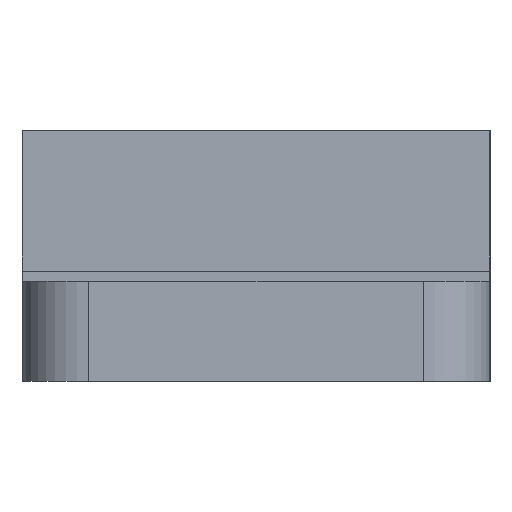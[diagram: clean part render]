
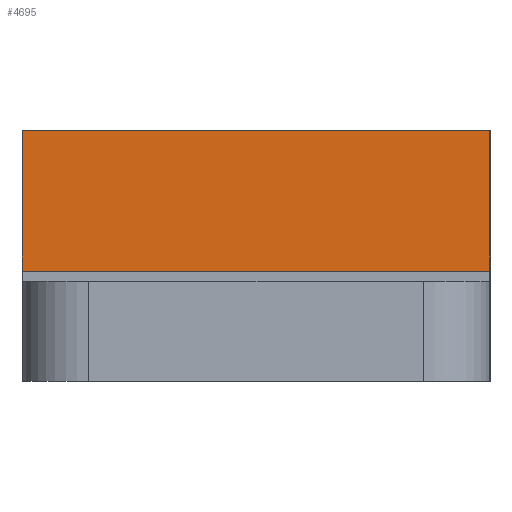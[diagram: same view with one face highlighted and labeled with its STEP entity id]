
A CAD part, left-side view. The second image highlights one B-rep face of the part: STEP entity #4695.
In plain terms, the highlighted planar face has unit normal (-1, 0, 0).
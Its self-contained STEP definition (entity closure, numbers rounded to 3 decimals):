
#170 = PLANE('',#171);
#171 = AXIS2_PLACEMENT_3D('',#172,#173,#174);
#172 = CARTESIAN_POINT('',(30.966,7.,2.665));
#173 = DIRECTION('',(0.,1.,0.));
#174 = DIRECTION('',(0.,0.,1.));
#249 = PLANE('',#250);
#250 = AXIS2_PLACEMENT_3D('',#251,#252,#253);
#251 = CARTESIAN_POINT('',(30.966,-7.,2.665));
#252 = DIRECTION('',(0.,1.,0.));
#253 = DIRECTION('',(0.,0.,1.));
#790 = VERTEX_POINT('',#791);
#791 = CARTESIAN_POINT('',(9.5,7.,3.3));
#805 = PLANE('',#806);
#806 = AXIS2_PLACEMENT_3D('',#807,#808,#809);
#807 = CARTESIAN_POINT('',(7.,7.,3.3));
#808 = DIRECTION('',(0.,0.,1.));
#809 = DIRECTION('',(1.,0.,0.));
#817 = EDGE_CURVE('',#790,#818,#820,.T.);
#818 = VERTEX_POINT('',#819);
#819 = CARTESIAN_POINT('',(9.5,7.,7.5));
#820 = SURFACE_CURVE('',#821,(#825,#832),.PCURVE_S1.);
#821 = LINE('',#822,#823);
#822 = CARTESIAN_POINT('',(9.5,7.,3.3));
#823 = VECTOR('',#824,1.);
#824 = DIRECTION('',(0.,0.,1.));
#825 = PCURVE('',#170,#826);
#826 = DEFINITIONAL_REPRESENTATION('',(#827),#831);
#827 = LINE('',#828,#829);
#828 = CARTESIAN_POINT('',(0.635,-21.466));
#829 = VECTOR('',#830,1.);
#830 = DIRECTION('',(1.,0.));
#831 = ( GEOMETRIC_REPRESENTATION_CONTEXT(2) 
PARAMETRIC_REPRESENTATION_CONTEXT() REPRESENTATION_CONTEXT('2D SPACE',''
  ) );
#832 = PCURVE('',#833,#838);
#833 = PLANE('',#834);
#834 = AXIS2_PLACEMENT_3D('',#835,#836,#837);
#835 = CARTESIAN_POINT('',(9.5,7.,3.3));
#836 = DIRECTION('',(-1.,0.,0.));
#837 = DIRECTION('',(0.,0.,1.));
#838 = DEFINITIONAL_REPRESENTATION('',(#839),#843);
#839 = LINE('',#840,#841);
#840 = CARTESIAN_POINT('',(0.,0.));
#841 = VECTOR('',#842,1.);
#842 = DIRECTION('',(1.,0.));
#843 = ( GEOMETRIC_REPRESENTATION_CONTEXT(2) 
PARAMETRIC_REPRESENTATION_CONTEXT() REPRESENTATION_CONTEXT('2D SPACE',''
  ) );
#861 = PLANE('',#862);
#862 = AXIS2_PLACEMENT_3D('',#863,#864,#865);
#863 = CARTESIAN_POINT('',(9.5,7.,7.5));
#864 = DIRECTION('',(0.,0.,1.));
#865 = DIRECTION('',(1.,0.,0.));
#2632 = VERTEX_POINT('',#2633);
#2633 = CARTESIAN_POINT('',(9.5,-7.,3.3));
#2654 = EDGE_CURVE('',#2632,#2655,#2657,.T.);
#2655 = VERTEX_POINT('',#2656);
#2656 = CARTESIAN_POINT('',(9.5,-7.,7.5));
#2657 = SURFACE_CURVE('',#2658,(#2662,#2669),.PCURVE_S1.);
#2658 = LINE('',#2659,#2660);
#2659 = CARTESIAN_POINT('',(9.5,-7.,3.3));
#2660 = VECTOR('',#2661,1.);
#2661 = DIRECTION('',(0.,0.,1.));
#2662 = PCURVE('',#249,#2663);
#2663 = DEFINITIONAL_REPRESENTATION('',(#2664),#2668);
#2664 = LINE('',#2665,#2666);
#2665 = CARTESIAN_POINT('',(0.635,-21.466));
#2666 = VECTOR('',#2667,1.);
#2667 = DIRECTION('',(1.,0.));
#2668 = ( GEOMETRIC_REPRESENTATION_CONTEXT(2) 
PARAMETRIC_REPRESENTATION_CONTEXT() REPRESENTATION_CONTEXT('2D SPACE',''
  ) );
#2669 = PCURVE('',#833,#2670);
#2670 = DEFINITIONAL_REPRESENTATION('',(#2671),#2675);
#2671 = LINE('',#2672,#2673);
#2672 = CARTESIAN_POINT('',(0.,-14.));
#2673 = VECTOR('',#2674,1.);
#2674 = DIRECTION('',(1.,0.));
#2675 = ( GEOMETRIC_REPRESENTATION_CONTEXT(2) 
PARAMETRIC_REPRESENTATION_CONTEXT() REPRESENTATION_CONTEXT('2D SPACE',''
  ) );
#4625 = EDGE_CURVE('',#790,#2632,#4626,.T.);
#4626 = SURFACE_CURVE('',#4627,(#4631,#4638),.PCURVE_S1.);
#4627 = LINE('',#4628,#4629);
#4628 = CARTESIAN_POINT('',(9.5,7.,3.3));
#4629 = VECTOR('',#4630,1.);
#4630 = DIRECTION('',(0.,-1.,0.));
#4631 = PCURVE('',#805,#4632);
#4632 = DEFINITIONAL_REPRESENTATION('',(#4633),#4637);
#4633 = LINE('',#4634,#4635);
#4634 = CARTESIAN_POINT('',(2.5,0.));
#4635 = VECTOR('',#4636,1.);
#4636 = DIRECTION('',(0.,-1.));
#4637 = ( GEOMETRIC_REPRESENTATION_CONTEXT(2) 
PARAMETRIC_REPRESENTATION_CONTEXT() REPRESENTATION_CONTEXT('2D SPACE',''
  ) );
#4638 = PCURVE('',#833,#4639);
#4639 = DEFINITIONAL_REPRESENTATION('',(#4640),#4644);
#4640 = LINE('',#4641,#4642);
#4641 = CARTESIAN_POINT('',(0.,0.));
#4642 = VECTOR('',#4643,1.);
#4643 = DIRECTION('',(0.,-1.));
#4644 = ( GEOMETRIC_REPRESENTATION_CONTEXT(2) 
PARAMETRIC_REPRESENTATION_CONTEXT() REPRESENTATION_CONTEXT('2D SPACE',''
  ) );
#4695 = ADVANCED_FACE('',(#4696),#833,.T.);
#4696 = FACE_BOUND('',#4697,.T.);
#4697 = EDGE_LOOP('',(#4698,#4699,#4700,#4721));
#4698 = ORIENTED_EDGE('',*,*,#4625,.T.);
#4699 = ORIENTED_EDGE('',*,*,#2654,.T.);
#4700 = ORIENTED_EDGE('',*,*,#4701,.F.);
#4701 = EDGE_CURVE('',#818,#2655,#4702,.T.);
#4702 = SURFACE_CURVE('',#4703,(#4707,#4714),.PCURVE_S1.);
#4703 = LINE('',#4704,#4705);
#4704 = CARTESIAN_POINT('',(9.5,7.,7.5));
#4705 = VECTOR('',#4706,1.);
#4706 = DIRECTION('',(0.,-1.,0.));
#4707 = PCURVE('',#833,#4708);
#4708 = DEFINITIONAL_REPRESENTATION('',(#4709),#4713);
#4709 = LINE('',#4710,#4711);
#4710 = CARTESIAN_POINT('',(4.2,0.));
#4711 = VECTOR('',#4712,1.);
#4712 = DIRECTION('',(0.,-1.));
#4713 = ( GEOMETRIC_REPRESENTATION_CONTEXT(2) 
PARAMETRIC_REPRESENTATION_CONTEXT() REPRESENTATION_CONTEXT('2D SPACE',''
  ) );
#4714 = PCURVE('',#861,#4715);
#4715 = DEFINITIONAL_REPRESENTATION('',(#4716),#4720);
#4716 = LINE('',#4717,#4718);
#4717 = CARTESIAN_POINT('',(0.,0.));
#4718 = VECTOR('',#4719,1.);
#4719 = DIRECTION('',(0.,-1.));
#4720 = ( GEOMETRIC_REPRESENTATION_CONTEXT(2) 
PARAMETRIC_REPRESENTATION_CONTEXT() REPRESENTATION_CONTEXT('2D SPACE',''
  ) );
#4721 = ORIENTED_EDGE('',*,*,#817,.F.);
